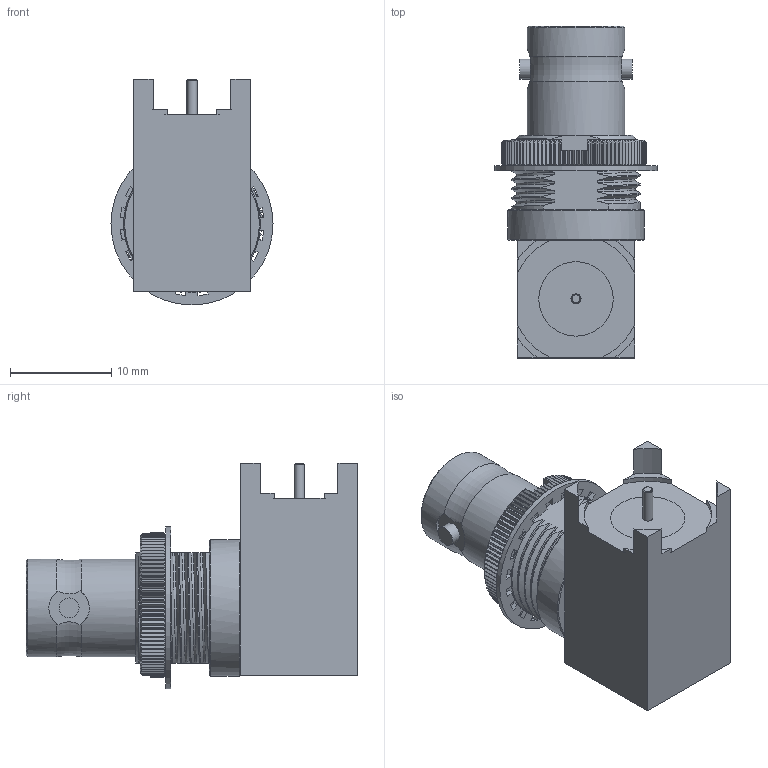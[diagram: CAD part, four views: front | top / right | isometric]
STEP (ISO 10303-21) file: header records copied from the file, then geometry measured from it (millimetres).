
FILE_DESCRIPTION (( 'STEP AP203' ), '1' );
FILE_NAME ('FMCN0011_3D.step', '2021-12-13T18:41:40', ( '' ), ( '' ), 'SwSTEP 2.0', 'SolidWorks 2021', '' );
FILE_SCHEMA (( 'CONFIG_CONTROL_DESIGN' ));
Length unit declared in the file: inch
Products named in the file (7): BNC7T-J-P-GN-RA-BH1(2)^FMCN0011; _BNC7T-G-P-GN-RA-BH1_i^BNC7T-J-P-GN-RA-BH1(2)_FMCN0011; FMCN0011_3D; _BNC7T-G-P-GN-RA-BH1_n^BNC7T-J-P-GN-RA-BH1(2)_FMCN0011; _BNC7T-G-P-GN-RA-BH1_w^BNC7T-J-P-GN-RA-BH1(2)_FMCN0011; _BNC7T-G-P-GN-RA-BH1_s^BNC7T-J-P-GN-RA-BH1(2)_FMCN0011; _BNC7T-G-P-GN-RA-BH1_p^BNC7T-J-P-GN-RA-BH1(2)_FMCN0011
Assembly tree (6 placements, depth 3):
  FMCN0011_3D
    BNC7T-J-P-GN-RA-BH1(2)^FMCN0011
      _BNC7T-G-P-GN-RA-BH1_s^BNC7T-J-P-GN-RA-BH1(2)_FMCN0011
      _BNC7T-G-P-GN-RA-BH1_i^BNC7T-J-P-GN-RA-BH1(2)_FMCN0011
      _BNC7T-G-P-GN-RA-BH1_p^BNC7T-J-P-GN-RA-BH1(2)_FMCN0011
      _BNC7T-G-P-GN-RA-BH1_w^BNC7T-J-P-GN-RA-BH1(2)_FMCN0011
      _BNC7T-G-P-GN-RA-BH1_n^BNC7T-J-P-GN-RA-BH1(2)_FMCN0011
Bounding box: 16 x 32.75 x 22.3 mm (x, y, z)
Volume: 3835.4 mm3; surface area: 4133.8 mm2
Topology: 5 solids, 5 shells, 856 faces, 2112 edges, 1278 vertices
Faces by surface type: plane 321, cylinder 287, cone 200, bspline 45, torus 3
Full cylindrical faces by diameter (mm): 1 x4, 1.35 x1, 1.42 x1, 1.6 x2, 1.98 x2, 2.03 x1, 2.1 x1, 5.94 x1, 6.1 x1, 6.18 x2, 7.1 x1, 7.35 x2, 8.13 x1, 9.65 x2, 11.717 x1, 13.5 x1, 16 x1
Entity records: 38408 total; most frequent: CARTESIAN_POINT 18505, ORIENTED_EDGE 4132, DIRECTION 3911, EDGE_CURVE 2066, AXIS2_PLACEMENT_3D 1586, VERTEX_POINT 1267, EDGE_LOOP 911, FACE_OUTER_BOUND 881
